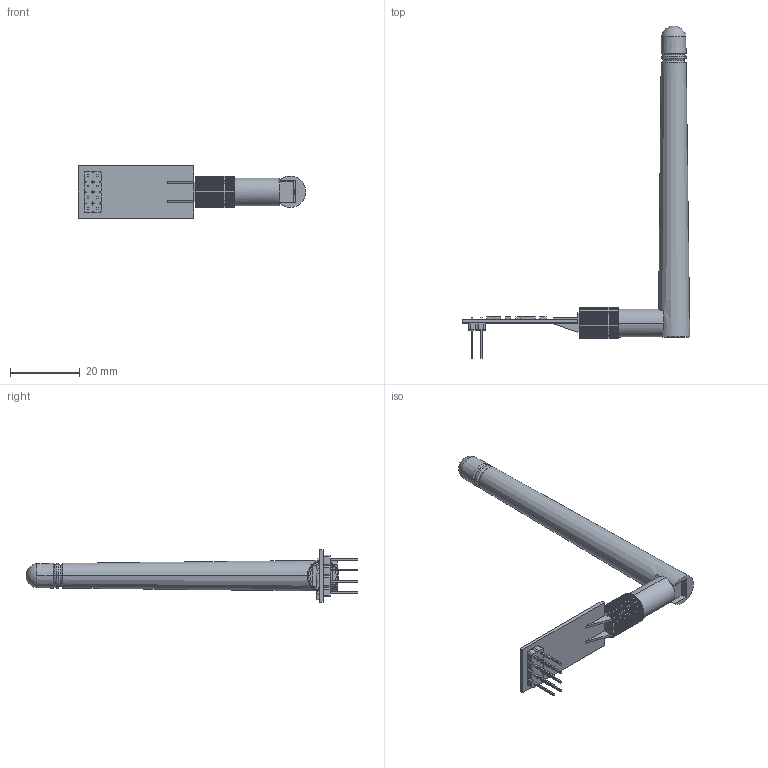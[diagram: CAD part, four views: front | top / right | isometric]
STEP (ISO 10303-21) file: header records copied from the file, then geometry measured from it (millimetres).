
FILE_DESCRIPTION (( 'STEP AP214' ), '1' );
FILE_NAME ('nrf24l01.STEP', '2015-05-14T21:47:35', ( '' ), ( '' ), 'SwSTEP 2.0', 'SolidWorks 2014', '' );
FILE_SCHEMA (( 'AUTOMOTIVE_DESIGN' ));
Length unit declared in the file: millimetre
Products named in the file (4): antena atas; antena bawah; RFID; nrf24l01
Assembly tree (3 placements, depth 2):
  nrf24l01
    RFID
    antena bawah
    antena atas
Bounding box: 65.11 x 95 x 15.06 mm (x, y, z)
Volume: 5711.6 mm3; surface area: 6016.7 mm2
Topology: 3 solids, 3 shells, 621 faces, 1715 edges, 1136 vertices
Faces by surface type: plane 426, cylinder 175, torus 8, cone 8, bspline 2, sphere 2
Entity records: 23070 total; most frequent: CARTESIAN_POINT 5306, ORIENTED_EDGE 3418, DIRECTION 3216, EDGE_CURVE 1709, LINE 1318, VECTOR 1318, VERTEX_POINT 1132, AXIS2_PLACEMENT_3D 949
